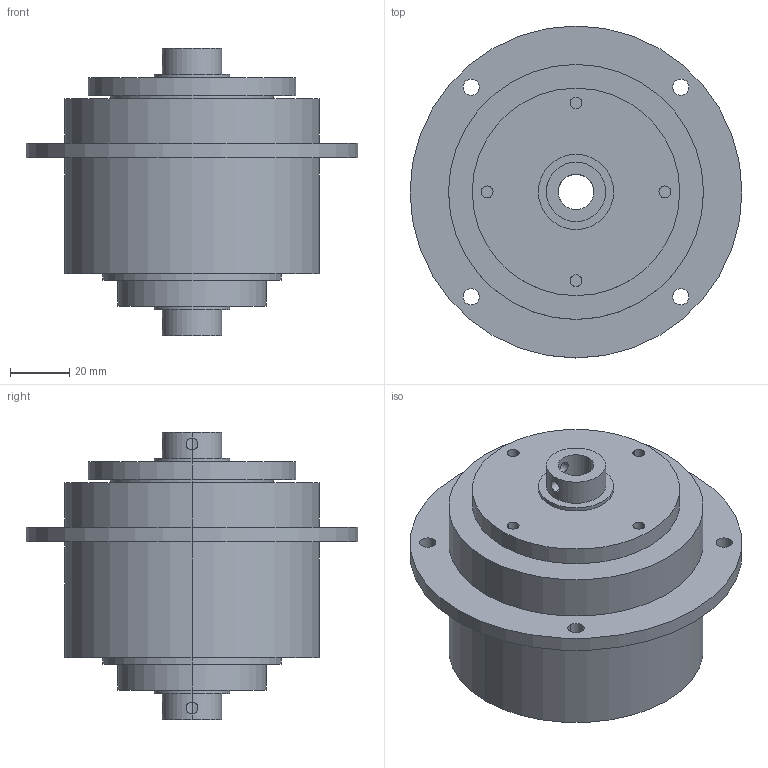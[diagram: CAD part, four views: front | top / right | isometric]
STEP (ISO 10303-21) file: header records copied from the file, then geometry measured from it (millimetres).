
FILE_DESCRIPTION (( 'STEP AP203' ), '1' );
FILE_NAME ('OPC 40_23382000.STEP', '2016-03-04T00:23:54', ( ' ' ), ( '' ), 'SwSTEP 2.0', 'SolidWorks 2009', '' );
FILE_SCHEMA (( 'CONFIG_CONTROL_DESIGN' ));
Length unit declared in the file: millimetre
Products named in the file (1): OPC 40_23382000
Bounding box: 112 x 112 x 97 mm (x, y, z)
Volume: 406359.6 mm3; surface area: 47630.6 mm2
Topology: 1 solids, 1 shells, 69 faces, 166 edges, 108 vertices
Faces by surface type: cylinder 54, plane 15
Entity records: 2651 total; most frequent: CARTESIAN_POINT 856, DIRECTION 378, ORIENTED_EDGE 332, EDGE_CURVE 166, AXIS2_PLACEMENT_3D 160, VERTEX_POINT 108, EDGE_LOOP 104, CIRCLE 90
